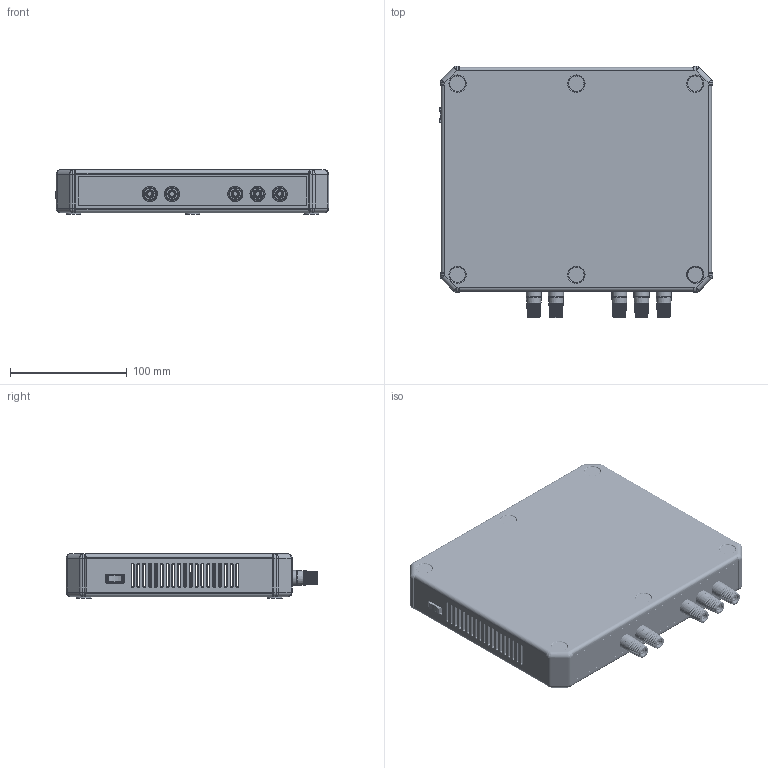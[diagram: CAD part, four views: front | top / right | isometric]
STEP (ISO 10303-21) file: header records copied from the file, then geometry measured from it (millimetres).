
FILE_DESCRIPTION(/* description */ ('Alibre Inc.'),/* implementation_level */ '2;1');
FILE_NAME(/* name */ 'export-8E1C822D-8F98-488E-961F-ED1D5846CDE0',/* time_stamp */ '2022-06-28T16:10:13-07:00',/* author */ (''),/* organization */ (''),/* preprocessor_version */ 'ST-DEVELOPER v17',/* originating_system */ 'Alibre',/* authorisation */ '');
FILE_SCHEMA (('AUTOMOTIVE_DESIGN'));
Length unit declared in the file: millimetre
Bounding box: 234.7 x 216 x 38.1 mm (x, y, z)
Volume: 363953.6 mm3; surface area: 259387.3 mm2
Topology: 4 solids, 10 shells, 4006 faces, 10625 edges, 6774 vertices
Faces by surface type: plane 1084, cylinder 1042, bspline 815, torus 692, cone 360, sphere 13
Full cylindrical faces by diameter (mm): 0.454 x1, 0.896 x1, 2 x1, 2.5 x7, 3.4 x5, 4 x5, 4.85 x5, 5.75 x5, 6 x1, 6.75 x5, 7.75 x5, 7.85 x5, 9.5 x5, 10.35 x5, 12.7 x6, 13 x5
Entity records: 301279 total; most frequent: CARTESIAN_POINT 210549, ORIENTED_EDGE 20696, DIRECTION 15479, EDGE_CURVE 10348, AXIS2_PLACEMENT_3D 7036, VERTEX_POINT 6714, EDGE_LOOP 4666, FACE_BOUND 4666
